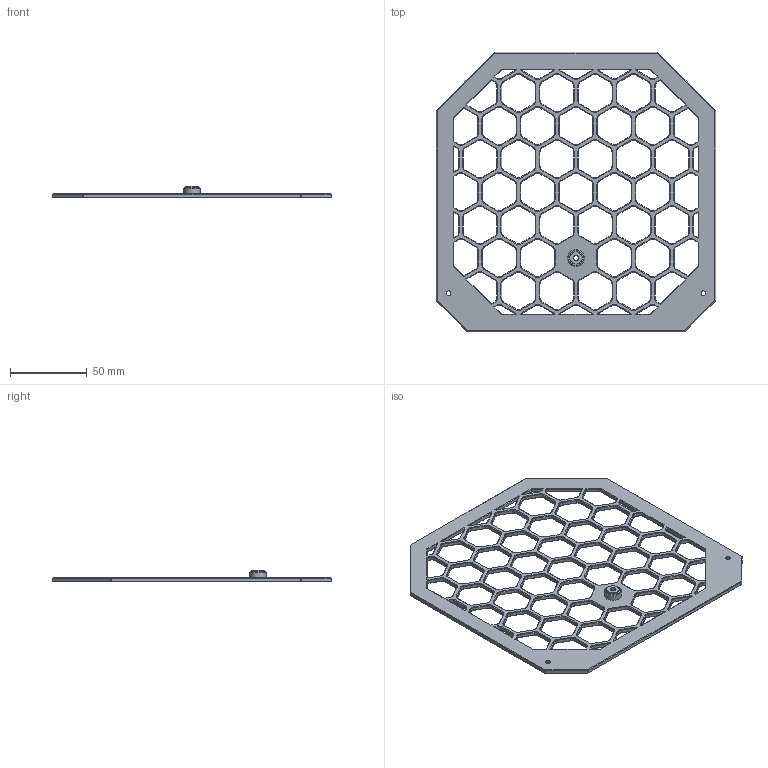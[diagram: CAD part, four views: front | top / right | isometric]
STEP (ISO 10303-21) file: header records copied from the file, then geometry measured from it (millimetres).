
FILE_DESCRIPTION(/* description */ (''),/* implementation_level */ '2;1');
FILE_NAME(/* name */ 'buffer-screen-a.step',/* time_stamp */ '2023-05-06T19:52:28-04:00',/* author */ (''),/* organization */ (''),/* preprocessor_version */ 'ST-DEVELOPER v19.2',/* originating_system */ 'Autodesk Translation Framework v12.4.0.73',/* authorisation */ '');
FILE_SCHEMA (('AUTOMOTIVE_DESIGN { 1 0 10303 214 3 1 1 }'));
Length unit declared in the file: millimetre
Products named in the file (1): FusionComponent
Bounding box: 182 x 182 x 7.8 mm (x, y, z)
Volume: 37870.2 mm3; surface area: 37851.6 mm2
Topology: 1 solids, 1 shells, 1824 faces, 4216 edges, 2397 vertices
Faces by surface type: plane 1007, cone 543, cylinder 274
Full cylindrical faces by diameter (mm): 3.4 x1, 4.7 x1, 8 x1, 10.996 x1
Entity records: 50314 total; most frequent: DIRECTION 8927, CARTESIAN_POINT 8534, ORIENTED_EDGE 8432, EDGE_CURVE 4216, LINE 3091, VECTOR 3091, AXIS2_PLACEMENT_3D 2918, VERTEX_POINT 2397
